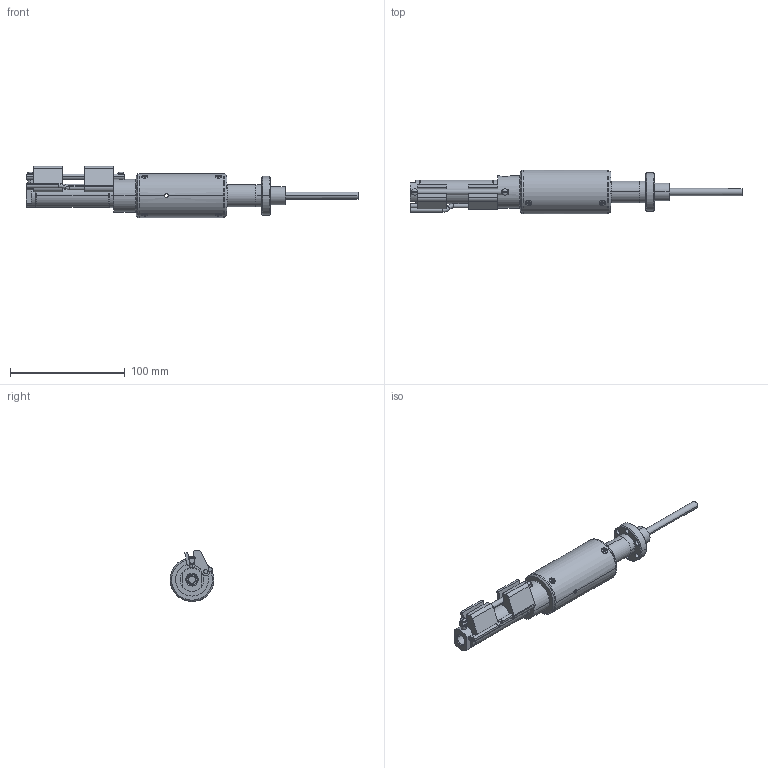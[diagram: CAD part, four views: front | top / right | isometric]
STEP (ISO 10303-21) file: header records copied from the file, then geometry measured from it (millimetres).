
FILE_DESCRIPTION (( 'STEP AP214' ), '1' );
FILE_NAME ('QN110739-01, FLMP-133-25-1_MRS_S.STEP', '2018-08-02T18:09:25', ( '' ), ( '' ), 'SwSTEP 2.0', 'SolidWorks 2010', '' );
FILE_SCHEMA (( 'AUTOMOTIVE_DESIGN' ));
Length unit declared in the file: inch
Products named in the file (1): QN110739-01, FLMP-133-25-1_MRS_S
Bounding box: 289.09 x 38.1 x 44.62 mm (x, y, z)
Surface area: 43322.8 mm2 (no closed solid volume)
Topology: 0 solids, 31 shells, 340 faces, 1006 edges, 667 vertices
Faces by surface type: plane 146, cylinder 106, cone 74, torus 14
Entity records: 17014 total; most frequent: CARTESIAN_POINT 3700, DIRECTION 1855, ORIENTED_EDGE 1722, EDGE_CURVE 994, AXIS2_PLACEMENT_3D 720, VERTEX_POINT 667, VECTOR 415, LINE 415
